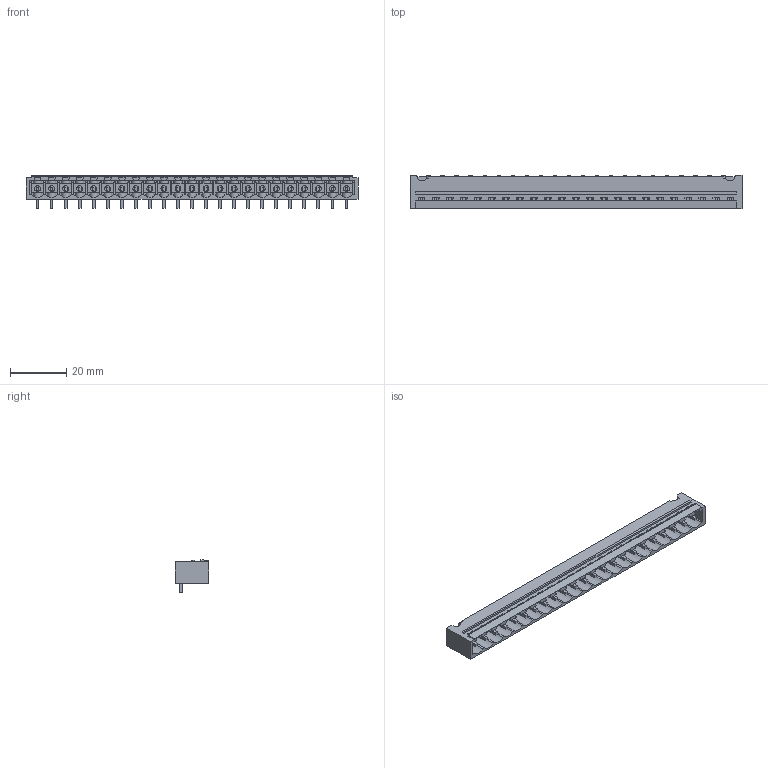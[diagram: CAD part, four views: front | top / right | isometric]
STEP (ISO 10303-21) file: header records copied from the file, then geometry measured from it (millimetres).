
FILE_DESCRIPTION(('CATIA V5 STEP Exchange','CAx-IF Rec.Pracs.--- Model Styling and Organization---1.2---2011-12-15'),'2;1');
FILE_NAME ('7592406_2_1840330000_1840330000.stp','2018-03-08T11:15:49+00:00',('none'),('Weidmueller'),'CATIA Version 5-6 Release 2014','CATIA V5 STEP AP214','none');
FILE_SCHEMA(('AUTOMOTIVE_DESIGN { 1 0 10303 214 1 1 1 1 }'));
Products named in the file (1): 1840330000
Bounding box: 118.2 x 12 x 11.63 mm (x, y, z)
Volume: 4230.2 mm3; surface area: 10429.2 mm2
Topology: 24 solids, 24 shells, 1832 faces, 5629 edges, 3801 vertices
Faces by surface type: plane 1493, cylinder 297, extrusion 42
Entity records: 57782 total; most frequent: CARTESIAN_POINT 11802, ORIENTED_EDGE 11258, DIRECTION 6941, EDGE_CURVE 5629, VECTOR 4551, LINE 4509, VERTEX_POINT 3801, EDGE_LOOP 1880
